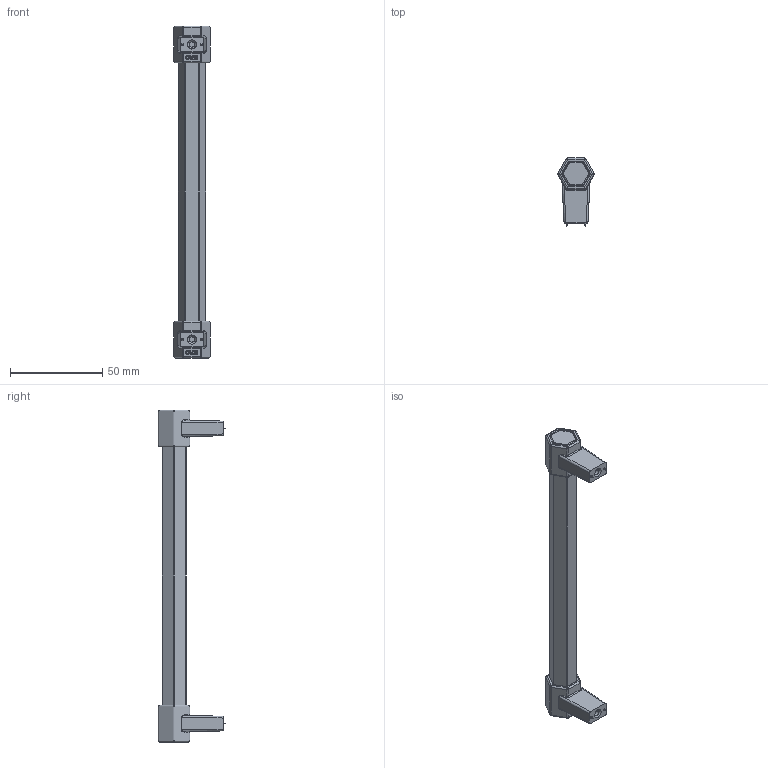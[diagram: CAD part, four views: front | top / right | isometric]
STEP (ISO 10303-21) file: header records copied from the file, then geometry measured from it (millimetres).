
FILE_DESCRIPTION(('Creo Elements/Direct Modeling STEP Export'),'2;1');
FILE_NAME('S678-180.stp','2023-03-23T 7:40:15',(''),(''),'Creo Elements/Direct Modeling STEP processor for AP214 (Solid Model)','Creo Elements/Direct Modeling 20.0 12-Nov-2016 (C) Parametric Technology GmbH','');
FILE_SCHEMA(('AUTOMOTIVE_DESIGN { 1 0 10303 214 1 1 1 1 }'));
Length unit declared in the file: millimetre
Products named in the file (5): Seitenteil; D914M4X8S1.1; ZN-11746; HO-11748; DIV-11744
Assembly tree (5 placements, depth 3):
  DIV-11744
    ZN-11746  x2
      D914M4X8S1.1
      Seitenteil
    HO-11748
Bounding box: 19.55 x 36.7 x 180 mm (x, y, z)
Volume: 34612 mm3; surface area: 15026.2 mm2
Topology: 5 solids, 5 shells, 661 faces, 1757 edges, 1099 vertices
Faces by surface type: plane 442, cylinder 126, torus 48, cone 16, bspline 16, sphere 13
Entity records: 12444 total; most frequent: CARTESIAN_POINT 3808, ORIENTED_EDGE 1806, DIRECTION 1697, EDGE_CURVE 903, VECTOR 719, LINE 719, VERTEX_POINT 568, AXIS2_PLACEMENT_3D 489
